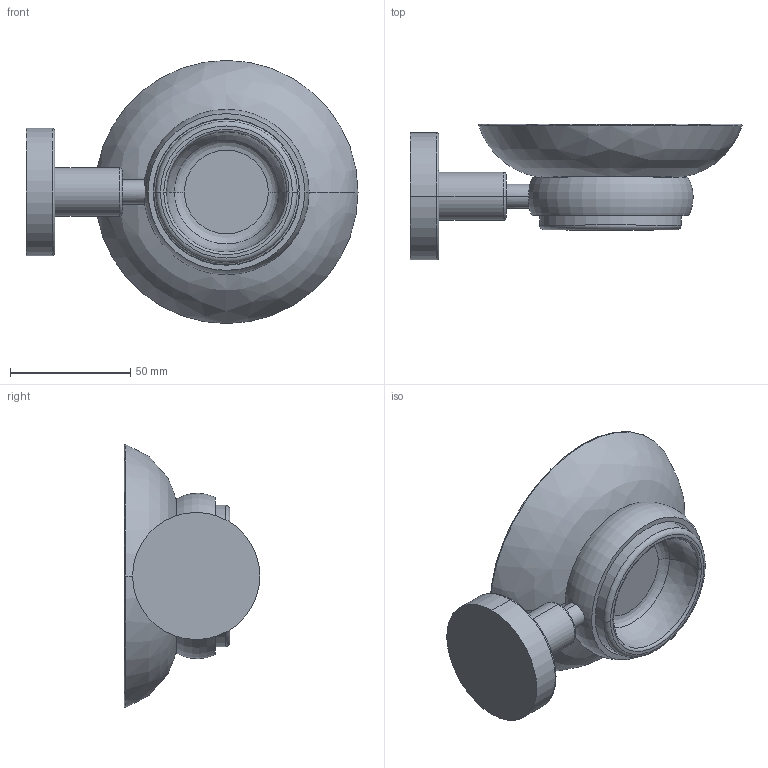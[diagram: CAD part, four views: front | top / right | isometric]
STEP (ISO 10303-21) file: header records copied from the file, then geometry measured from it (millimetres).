
FILE_DESCRIPTION((''),'2;1');
FILE_NAME('131_ASM','2019-02-17T',('MQ'),(''),'PRO/ENGINEER BY PARAMETRIC TECHNOLOGY CORPORATION, 2012130','PRO/ENGINEER BY PARAMETRIC TECHNOLOGY CORPORATION, 2012130','');
FILE_SCHEMA(('CONFIG_CONTROL_DESIGN'));
Length unit declared in the file: millimetre
Products named in the file (3): 131-01; 131-02; 131_ASM
Assembly tree (2 placements, depth 2):
  131_ASM
    131-01
    131-02
Bounding box: 138.33 x 56.5 x 109.66 mm (x, y, z)
Volume: 108661.4 mm3; surface area: 46286.1 mm2
Topology: 2 solids, 2 shells, 44 faces, 89 edges, 54 vertices
Faces by surface type: torus 16, cylinder 12, plane 10, bspline 6
Entity records: 1436 total; most frequent: CARTESIAN_POINT 390, DIRECTION 244, ORIENTED_EDGE 178, AXIS2_PLACEMENT_3D 116, EDGE_CURVE 89, CIRCLE 73, VERTEX_POINT 54, EDGE_LOOP 51
